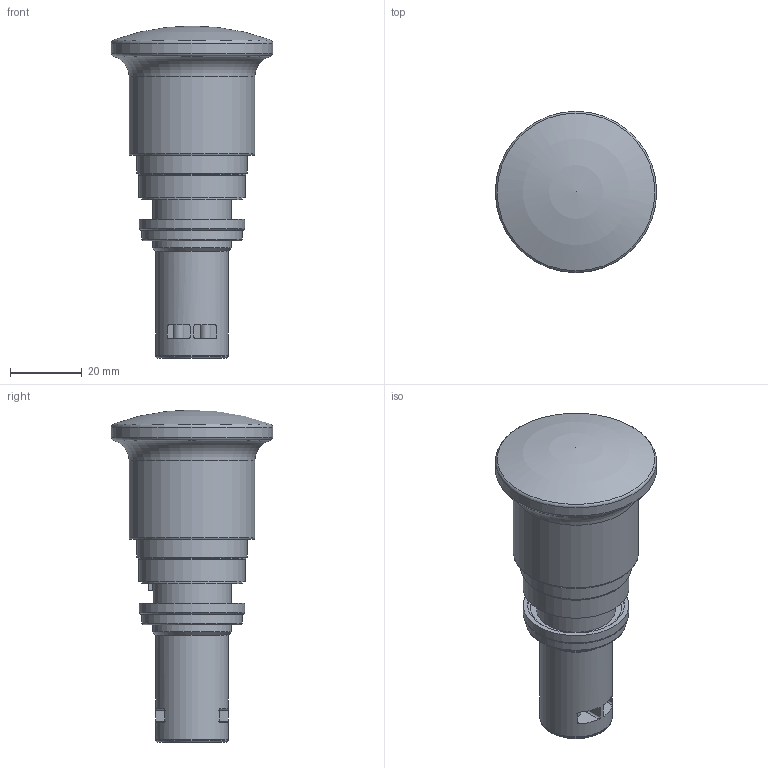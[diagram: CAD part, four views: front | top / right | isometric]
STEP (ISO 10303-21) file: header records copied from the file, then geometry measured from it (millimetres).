
FILE_DESCRIPTION(/* description */ ('STEP AP214'),/* implementation_level */ '2;1');
FILE_NAME(/* name */ '121611',/* time_stamp */ '2024-08-01T11:43:58+02:00',/* author */ ('License CC BY-ND 4.0'),/* organization */ ('CADENAS'),/* preprocessor_version */ 'ST-DEVELOPER v19.3',/* originating_system */ 'PARTsolutions',/* authorisation */ ' ');
FILE_SCHEMA (('AUTOMOTIVE_DESIGN {1 0 10303 214 3 1 1}'));
Length unit declared in the file: millimetre
Products named in the file (1): 121611
Bounding box: 45 x 45 x 92.59 mm (x, y, z)
Volume: 62048.6 mm3; surface area: 12652.4 mm2
Topology: 1 solids, 1 shells, 145 faces, 353 edges, 233 vertices
Faces by surface type: plane 93, cylinder 42, torus 7, cone 2, sphere 1
Full cylindrical faces by diameter (mm): 3 x4, 5.646 x4, 6 x4, 20.162 x1, 20.358 x1, 22 x2, 25.4 x1, 27 x1, 28 x1, 28.002 x1, 29.5 x1, 29.602 x1, 30.002 x1, 30.802 x1, 35.066 x1, 45 x1
Entity records: 4048 total; most frequent: CARTESIAN_POINT 732, DIRECTION 680, ORIENTED_EDGE 614, EDGE_CURVE 307, AXIS2_PLACEMENT_3D 243, VERTEX_POINT 223, EDGE_LOOP 212, FACE_BOUND 212
